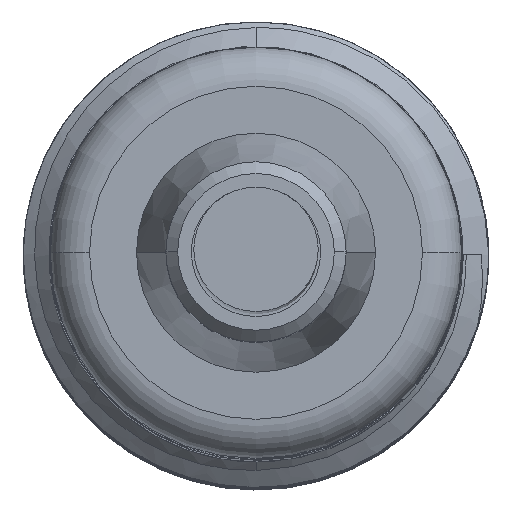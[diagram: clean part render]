
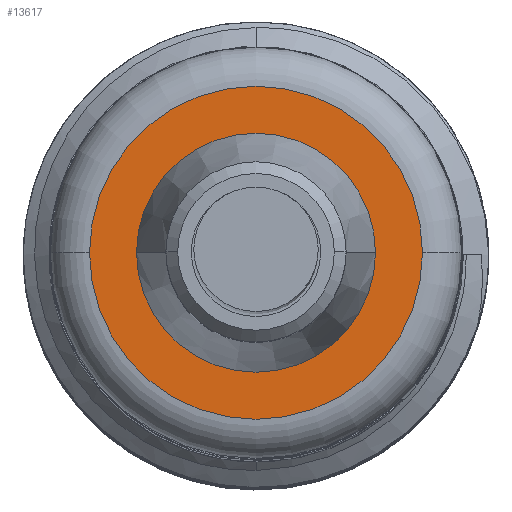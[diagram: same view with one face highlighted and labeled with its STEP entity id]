
A CAD part, top view. The second image highlights one B-rep face of the part: STEP entity #13617.
In plain terms, the highlighted planar face has unit normal (0, 0, 1).
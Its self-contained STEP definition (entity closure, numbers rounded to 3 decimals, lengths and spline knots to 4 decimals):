
#2626=CARTESIAN_POINT('',(0.,0.,67.5));
#2627=DIRECTION('',(0.,0.,1.));
#2628=DIRECTION('',(-1.,0.,0.));
#2629=AXIS2_PLACEMENT_3D('',#2626,#2627,#2628);
#2631=CARTESIAN_POINT('',(0.,0.,67.5));
#2632=DIRECTION('',(0.,0.,1.));
#2633=DIRECTION('',(1.,0.,0.));
#2634=AXIS2_PLACEMENT_3D('',#2631,#2632,#2633);
#2636=CARTESIAN_POINT('',(0.,0.,67.5));
#2637=DIRECTION('',(0.,0.,1.));
#2638=DIRECTION('',(1.,0.,0.));
#2639=AXIS2_PLACEMENT_3D('',#2636,#2637,#2638);
#2641=CARTESIAN_POINT('',(0.,0.,67.5));
#2642=DIRECTION('',(0.,0.,1.));
#2643=DIRECTION('',(-1.,0.,0.));
#2644=AXIS2_PLACEMENT_3D('',#2641,#2642,#2643);
#10833=CARTESIAN_POINT('',(-4.25,0.,67.5));
#10834=CARTESIAN_POINT('',(4.25,0.,67.5));
#10835=VERTEX_POINT('',#10833);
#10836=VERTEX_POINT('',#10834);
#10865=CARTESIAN_POINT('',(3.05,0.,67.5));
#10866=CARTESIAN_POINT('',(-3.05,0.,67.5));
#10867=VERTEX_POINT('',#10865);
#10868=VERTEX_POINT('',#10866);
#13601=CARTESIAN_POINT('',(0.,0.,67.5));
#13602=DIRECTION('',(0.,0.,-1.));
#13603=DIRECTION('',(1.,0.,0.));
#13604=AXIS2_PLACEMENT_3D('',#13601,#13602,#13603);
#13605=PLANE('',#13604);
#13607=ORIENTED_EDGE('',*,*,#13606,.F.);
#13608=ORIENTED_EDGE('',*,*,#13591,.F.);
#13609=EDGE_LOOP('',(#13607,#13608));
#13610=FACE_OUTER_BOUND('',#13609,.F.);
#13612=ORIENTED_EDGE('',*,*,#13611,.T.);
#13614=ORIENTED_EDGE('',*,*,#13613,.T.);
#13615=EDGE_LOOP('',(#13612,#13614));
#13616=FACE_BOUND('',#13615,.F.);
#13617=ADVANCED_FACE('',(#13610,#13616),#13605,.F.);
#2630=CIRCLE('',#2629,4.25);
#2635=CIRCLE('',#2634,4.25);
#2640=CIRCLE('',#2639,3.05);
#2645=CIRCLE('',#2644,3.05);
#13591=EDGE_CURVE('',#10836,#10835,#2635,.T.);
#13606=EDGE_CURVE('',#10835,#10836,#2630,.T.);
#13611=EDGE_CURVE('',#10867,#10868,#2640,.T.);
#13613=EDGE_CURVE('',#10868,#10867,#2645,.T.);
